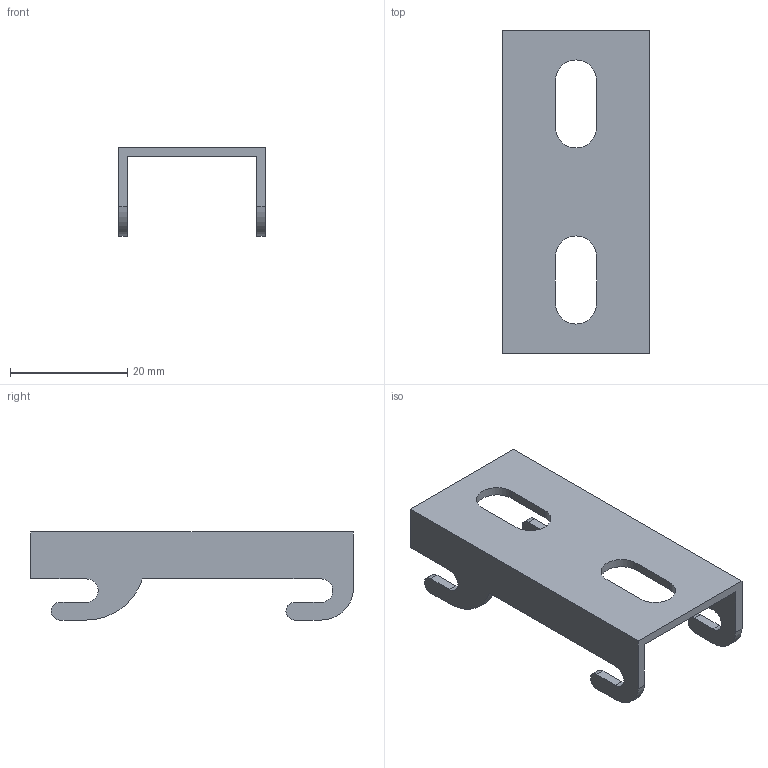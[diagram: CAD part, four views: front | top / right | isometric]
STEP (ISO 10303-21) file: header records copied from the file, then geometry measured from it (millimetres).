
FILE_DESCRIPTION (( 'STEP AP214' ), '1' );
FILE_NAME ('6005607.STEP', '2020-07-29T06:39:06', ( '' ), ( '' ), 'SwSTEP 2.0', 'SolidWorks 2018', '' );
FILE_SCHEMA (( 'AUTOMOTIVE_DESIGN' ));
Length unit declared in the file: millimetre
Products named in the file (1): 6005607
Bounding box: 25 x 55 x 15 mm (x, y, z)
Volume: 3159.3 mm3; surface area: 4748.6 mm2
Topology: 1 solids, 1 shells, 40 faces, 114 edges, 76 vertices
Faces by surface type: plane 24, cylinder 16
Entity records: 1352 total; most frequent: CARTESIAN_POINT 231, ORIENTED_EDGE 228, DIRECTION 228, EDGE_CURVE 114, VECTOR 82, LINE 82, VERTEX_POINT 76, AXIS2_PLACEMENT_3D 73
